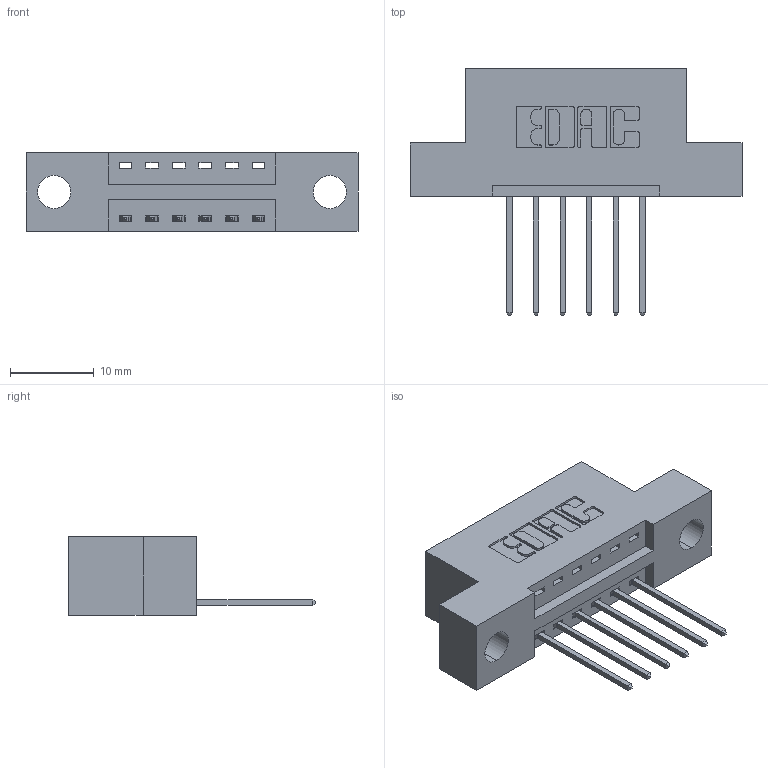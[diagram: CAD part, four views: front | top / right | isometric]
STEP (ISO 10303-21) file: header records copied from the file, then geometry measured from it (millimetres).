
FILE_DESCRIPTION (( 'STEP AP203' ), '1' );
FILE_NAME ('396-006-540-104.STEP', '2022-05-17T06:08:58', ( '' ), ( '' ), 'SwSTEP 2.0', 'SolidWorks 2020', '' );
FILE_SCHEMA (( 'CONFIG_CONTROL_DESIGN' ));
Length unit declared in the file: inch
Products named in the file (3): 346 Part_Flush Mounting Lugs - 0.156 Dia-TH; 396-006-540-104; 345-292-001_345-293-140
Assembly tree (7 placements, depth 2):
  396-006-540-104
    346 Part_Flush Mounting Lugs - 0.156 Dia-TH
    345-292-001_345-293-140  x6
Bounding box: 39.62 x 29.46 x 9.4 mm (x, y, z)
Volume: 3447 mm3; surface area: 3816.4 mm2
Topology: 7 solids, 7 shells, 484 faces, 1421 edges, 938 vertices
Faces by surface type: plane 330, cylinder 154
Entity records: 9007 total; most frequent: CARTESIAN_POINT 1564, ORIENTED_EDGE 1502, DIRECTION 1423, EDGE_CURVE 751, LINE 595, VECTOR 595, VERTEX_POINT 498, AXIS2_PLACEMENT_3D 414
